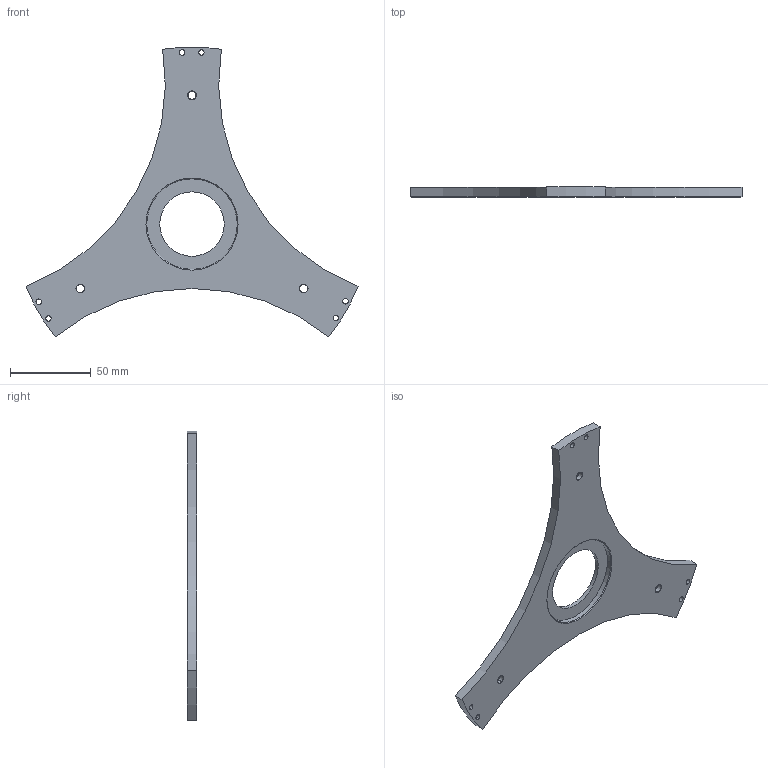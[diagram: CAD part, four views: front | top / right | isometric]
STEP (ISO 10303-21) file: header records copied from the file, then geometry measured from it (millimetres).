
FILE_DESCRIPTION(('STEP AP214'),'1');
FILE_NAME('BARILLET_SUP.stp','2022-08-25T11:51:33',(' '),(' '),'Spatial InterOp 3D',' ',' ');
FILE_SCHEMA(('AUTOMOTIVE_DESIGN { 1 0 10303 214 1 1 1 1 }'));
Length unit declared in the file: metre
Products named in the file (2): BARILLET_SUP; BARILLET SUP
Assembly tree (1 placements, depth 2):
  BARILLET_SUP
    BARILLET SUP
Bounding box: 206.1 x 6 x 179.83 mm (x, y, z)
Volume: 67482.3 mm3; surface area: 29939.7 mm2
Topology: 1 solids, 5 shells, 56 faces, 142 edges, 92 vertices
Faces by surface type: cylinder 42, cone 8, plane 6
Entity records: 1850 total; most frequent: DIRECTION 350, CARTESIAN_POINT 292, ORIENTED_EDGE 268, AXIS2_PLACEMENT_3D 150, EDGE_CURVE 142, VERTEX_POINT 92, CIRCLE 92, EDGE_LOOP 80
